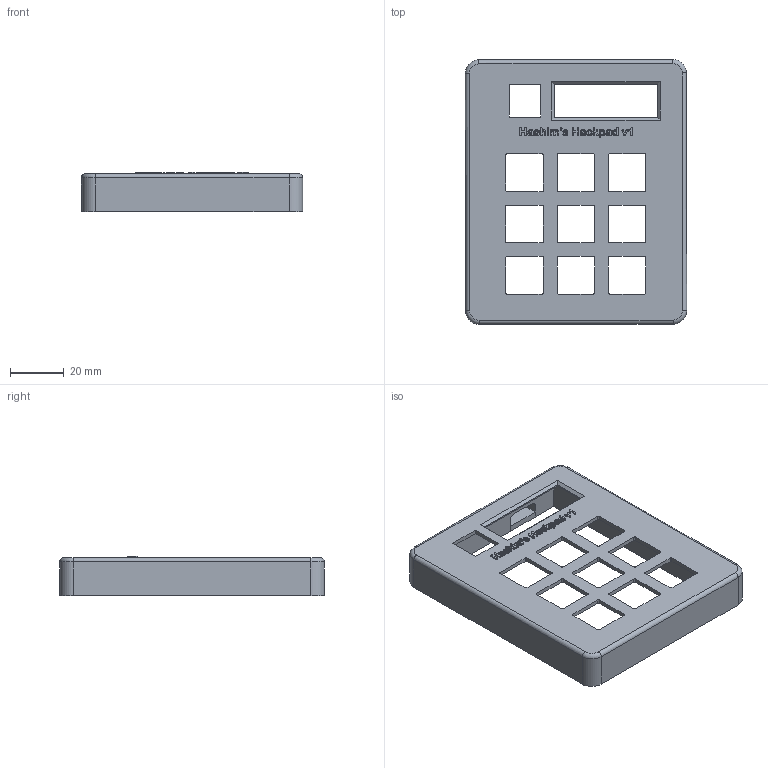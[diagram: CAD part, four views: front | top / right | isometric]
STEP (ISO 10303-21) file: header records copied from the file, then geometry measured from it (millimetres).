
FILE_DESCRIPTION(('HOOPS Exchange Step'),'2;1');
FILE_NAME('temp_export','2025-07-18T22:09:16+05:00',('mobile'),('Shapr3D Limited'),'HOOPS Exchange 2024.8','Shapr3D','Authorized');
FILE_SCHEMA( ('AP242_MANAGED_MODEL_BASED_3D_ENGINEERING_MIM_LF {1 0 10303 442 1 1 4}') );
Length unit declared in the file: millimetre
Products named in the file (1): root
Bounding box: 82.2 x 98.41 x 14.5 mm (x, y, z)
Volume: 36336.3 mm3; surface area: 21167.6 mm2
Topology: 1 solids, 1 shells, 290 faces, 771 edges, 509 vertices
Faces by surface type: plane 146, bspline 88, cylinder 51, torus 5
Full cylindrical faces by diameter (mm): 4.7 x4
Entity records: 12211 total; most frequent: CARTESIAN_POINT 5412, ORIENTED_EDGE 1542, DIRECTION 1111, EDGE_CURVE 771, VERTEX_POINT 509, VECTOR 487, LINE 487, EDGE_LOOP 340
